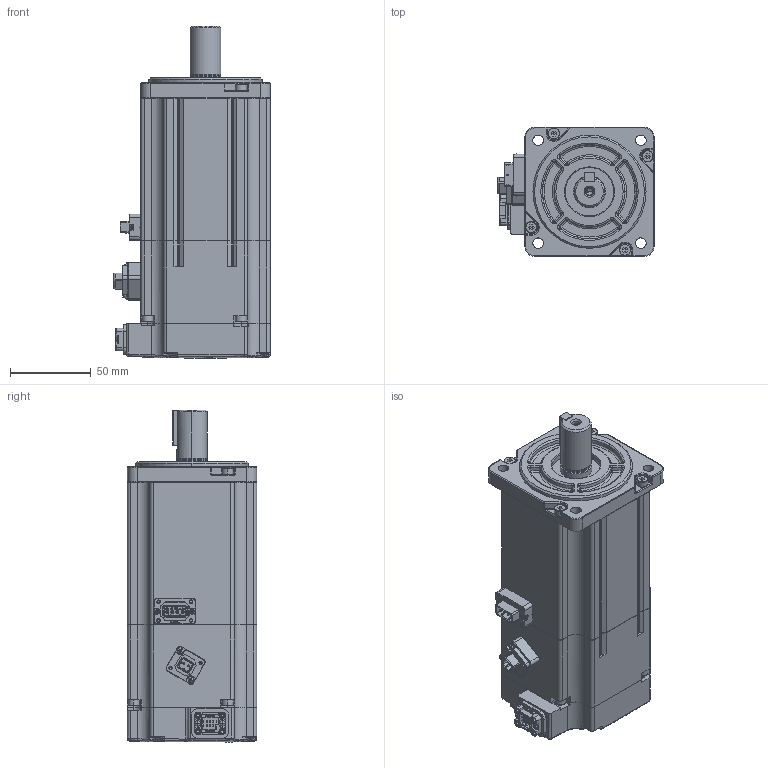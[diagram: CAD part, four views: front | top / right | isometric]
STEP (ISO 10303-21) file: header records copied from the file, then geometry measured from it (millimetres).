
FILE_DESCRIPTION (( 'STEP AP203' ), '1' );
FILE_NAME ('4611170001619.STEP', '2024-01-22T06:09:09', ( 'Windows User' ), ( 'P R C' ), 'SwSTEP 2.0', 'SolidWorks 2022', '' );
FILE_SCHEMA (( 'CONFIG_CONTROL_DESIGN' ));
Products named in the file (1): 4611170001619
Bounding box: 96.7 x 80 x 205.5 mm (x, y, z)
Surface area: 97778.5 mm2 (no closed solid volume)
Topology: 0 solids, 45 shells, 4329 faces, 12043 edges, 7735 vertices
Faces by surface type: plane 2330, cylinder 1381, bspline 340, cone 155, torus 85, sphere 38
Entity records: 155557 total; most frequent: CARTESIAN_POINT 49700, ORIENTED_EDGE 23397, DIRECTION 19826, EDGE_CURVE 11965, VERTEX_POINT 7731, LINE 6824, VECTOR 6824, AXIS2_PLACEMENT_3D 6501
